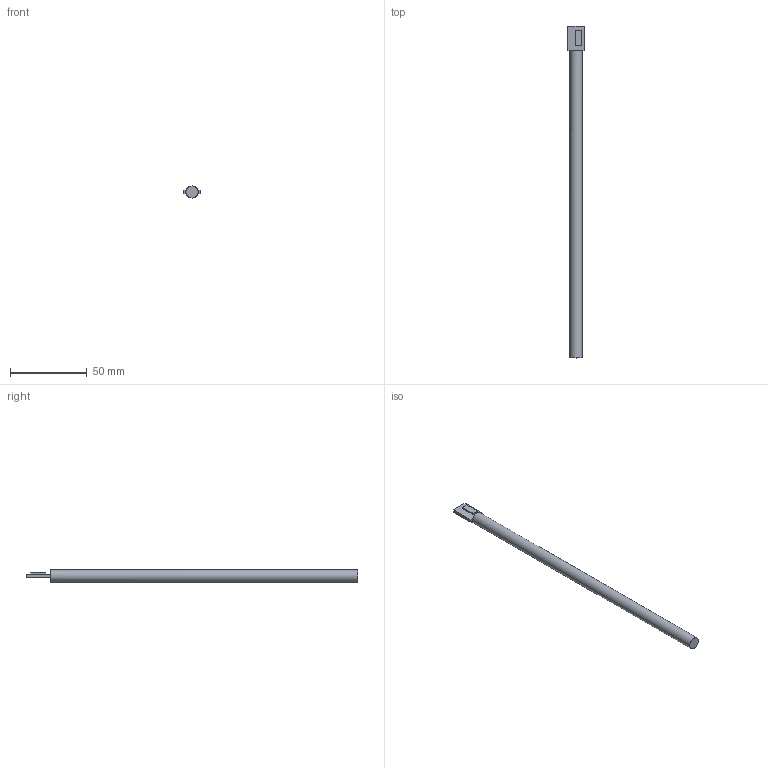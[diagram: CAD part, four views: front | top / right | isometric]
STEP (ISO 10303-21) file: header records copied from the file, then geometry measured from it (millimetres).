
FILE_DESCRIPTION(/* description */ (''),/* implementation_level */ '2;1');
FILE_NAME(/* name */ 'Headpost-001-fixture.step',/* time_stamp */ '2022-04-12T12:20:49-05:00',/* author */ (''),/* organization */ (''),/* preprocessor_version */ 'ST-DEVELOPER v18.1',/* originating_system */ 'Autodesk Translation Framework v10.14.0.1471',/* authorisation */ '');
FILE_SCHEMA (('AUTOMOTIVE_DESIGN { 1 0 10303 214 3 1 1 }'));
Length unit declared in the file: millimetre
Products named in the file (2): Headpost-001-fixture; Headpost-001-fixture_1
Assembly tree (1 placements, depth 2):
  Headpost-001-fixture
    Headpost-001-fixture_1
Bounding box: 10.5 x 216 x 7.9 mm (x, y, z)
Volume: 10179.2 mm3; surface area: 5500.5 mm2
Topology: 1 solids, 1 shells, 16 faces, 35 edges, 22 vertices
Faces by surface type: plane 15, cylinder 1
Full cylindrical faces by diameter (mm): 7.9 x1
Entity records: 486 total; most frequent: DIRECTION 79, CARTESIAN_POINT 76, ORIENTED_EDGE 70, EDGE_CURVE 35, LINE 29, VECTOR 29, AXIS2_PLACEMENT_3D 25, VERTEX_POINT 22
